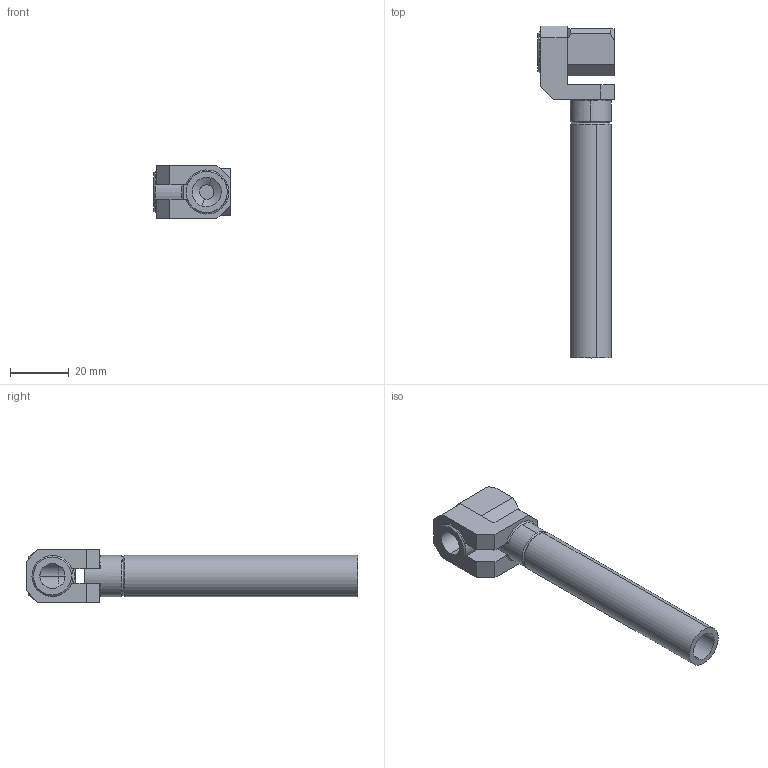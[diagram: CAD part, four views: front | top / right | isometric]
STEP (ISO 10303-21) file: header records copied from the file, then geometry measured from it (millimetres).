
FILE_DESCRIPTION (( 'STEP AP214' ), '1' );
FILE_NAME ('CA.GGB.14181880.STEP', '2017-11-13T14:26:04', ( '' ), ( '' ), 'SwSTEP 2.0', 'SolidWorks 2017', '' );
FILE_SCHEMA (( 'AUTOMOTIVE_DESIGN' ));
Length unit declared in the file: millimetre
Products named in the file (4): SSN.14201818.1; GGB.14.80.1; CA.GGB.14181880; GGB.14.18.18
Assembly tree (3 placements, depth 2):
  CA.GGB.14181880
    GGB.14.80.1
    SSN.14201818.1
    GGB.14.18.18
Bounding box: 26 x 113 x 18 mm (x, y, z)
Volume: 14513 mm3; surface area: 11649.4 mm2
Topology: 3 solids, 3 shells, 80 faces, 202 edges, 128 vertices
Faces by surface type: plane 33, cylinder 28, cone 16, torus 3
Entity records: 2644 total; most frequent: CARTESIAN_POINT 528, DIRECTION 405, ORIENTED_EDGE 400, EDGE_CURVE 200, AXIS2_PLACEMENT_3D 149, VERTEX_POINT 128, LINE 107, VECTOR 107
